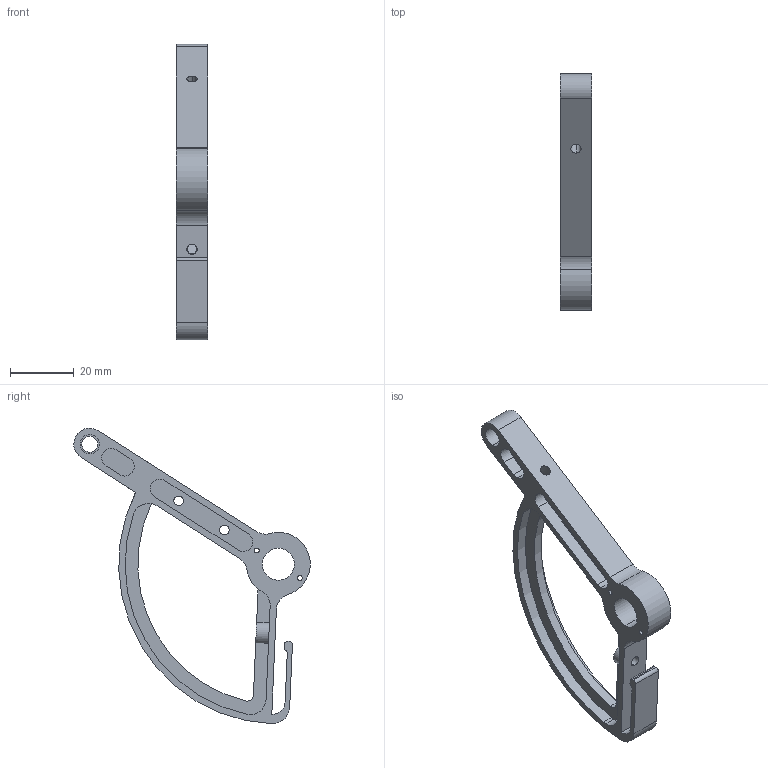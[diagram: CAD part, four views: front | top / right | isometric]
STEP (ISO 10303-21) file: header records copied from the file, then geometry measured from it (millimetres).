
FILE_DESCRIPTION (( 'STEP AP203' ), '1' );
FILE_NAME ('Link2_Default_sldprt.STEP', '2023-08-01T11:31:08', ( '' ), ( '' ), 'SwSTEP 2.0', 'SolidWorks 2022', '' );
FILE_SCHEMA (( 'CONFIG_CONTROL_DESIGN' ));
Length unit declared in the file: millimetre
Products named in the file (1): Link2_Default_sldprt
Bounding box: 10 x 74.03 x 92.54 mm (x, y, z)
Volume: 11064 mm3; surface area: 9957.6 mm2
Topology: 1 solids, 1 shells, 99 faces, 276 edges, 184 vertices
Faces by surface type: cylinder 64, plane 35
Entity records: 3369 total; most frequent: DIRECTION 606, CARTESIAN_POINT 578, ORIENTED_EDGE 552, EDGE_CURVE 276, AXIS2_PLACEMENT_3D 232, VERTEX_POINT 184, VECTOR 142, LINE 142
